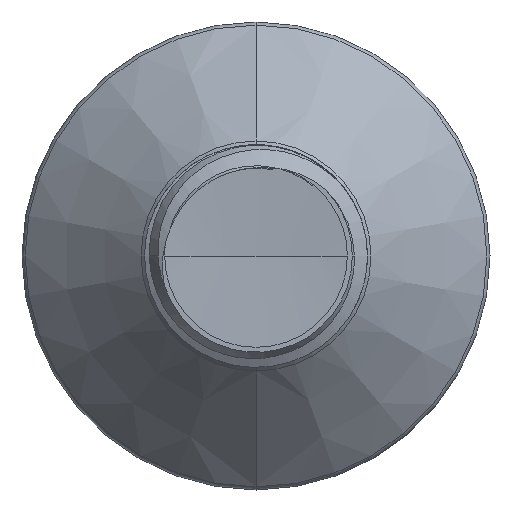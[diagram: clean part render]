
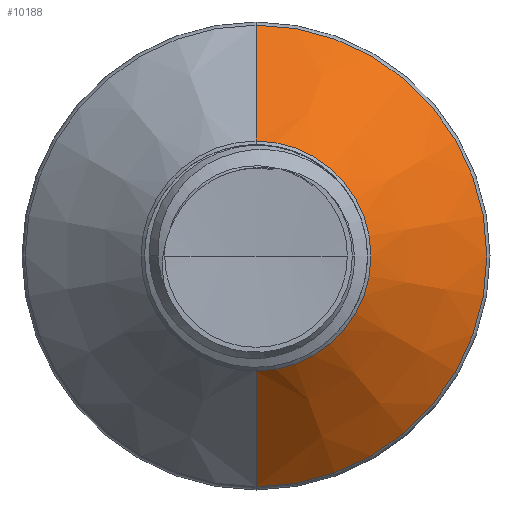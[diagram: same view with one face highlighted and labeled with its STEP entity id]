
A CAD part, front view. The second image highlights one B-rep face of the part: STEP entity #10188.
In plain terms, the highlighted conical face has half-angle 45 degrees and reference radius 2.064 mm.
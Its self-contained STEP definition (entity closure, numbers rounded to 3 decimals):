
#133 = CARTESIAN_POINT ( 'NONE',  ( 0., 4.786, 2.064 ) ) ;
#163 = ORIENTED_EDGE ( 'NONE', *, *, #9712, .F. ) ;
#1348 = AXIS2_PLACEMENT_3D ( 'NONE', #4995, #12981, #6223 ) ;
#1425 = CARTESIAN_POINT ( 'NONE',  ( 0., 6.865, -4.143 ) ) ;
#1451 = DIRECTION ( 'NONE',  ( 0., 0.707, 0.707 ) ) ;
#1691 = VERTEX_POINT ( 'NONE', #2109 ) ;
#1883 = VERTEX_POINT ( 'NONE', #1425 ) ;
#2109 = CARTESIAN_POINT ( 'NONE',  ( 0., 4.786, 2.064 ) ) ;
#2516 = CARTESIAN_POINT ( 'NONE',  ( 0., 6.865, 4.143 ) ) ;
#2681 = CARTESIAN_POINT ( 'NONE',  ( 0., 4.786, 0. ) ) ;
#3284 = ORIENTED_EDGE ( 'NONE', *, *, #7449, .T. ) ;
#4046 = DIRECTION ( 'NONE',  ( 0., 1., 0. ) ) ;
#4373 = VERTEX_POINT ( 'NONE', #2516 ) ;
#4995 = CARTESIAN_POINT ( 'NONE',  ( 0., 6.865, 0. ) ) ;
#5269 = VECTOR ( 'NONE', #13436, 1000. ) ;
#5654 = CIRCLE ( 'NONE', #7179, 2.064 ) ;
#6027 = LINE ( 'NONE', #133, #14241 ) ;
#6223 = DIRECTION ( 'NONE',  ( 0., 0., 1. ) ) ;
#6290 = VERTEX_POINT ( 'NONE', #6913 ) ;
#6559 = CARTESIAN_POINT ( 'NONE',  ( 0., 4.786, 0. ) ) ;
#6913 = CARTESIAN_POINT ( 'NONE',  ( 0., 4.786, -2.064 ) ) ;
#7179 = AXIS2_PLACEMENT_3D ( 'NONE', #6559, #14069, #7805 ) ;
#7277 = EDGE_CURVE ( 'NONE', #1691, #6290, #5654, .T. ) ;
#7449 = EDGE_CURVE ( 'NONE', #6290, #1883, #13736, .T. ) ;
#7746 = CONICAL_SURFACE ( 'NONE', #8781, 2.064, 0.785 ) ;
#7752 = DIRECTION ( 'NONE',  ( 0., 0., 1. ) ) ;
#7805 = DIRECTION ( 'NONE',  ( 0., 0., 1. ) ) ;
#8364 = CIRCLE ( 'NONE', #1348, 4.143 ) ;
#8539 = FACE_OUTER_BOUND ( 'NONE', #11344, .T. ) ;
#8681 = EDGE_CURVE ( 'NONE', #4373, #1883, #8364, .T. ) ;
#8781 = AXIS2_PLACEMENT_3D ( 'NONE', #2681, #4046, #7752 ) ;
#9401 = CARTESIAN_POINT ( 'NONE',  ( 0., 4.786, -2.064 ) ) ;
#9712 = EDGE_CURVE ( 'NONE', #1691, #4373, #6027, .T. ) ;
#10188 = ADVANCED_FACE ( 'NONE', ( #8539 ), #7746, .T. ) ;
#11344 = EDGE_LOOP ( 'NONE', ( #14290, #3284, #12711, #163 ) ) ;
#12711 = ORIENTED_EDGE ( 'NONE', *, *, #8681, .F. ) ;
#12981 = DIRECTION ( 'NONE',  ( 0., 1., 0. ) ) ;
#13436 = DIRECTION ( 'NONE',  ( 0., 0.707, -0.707 ) ) ;
#13736 = LINE ( 'NONE', #9401, #5269 ) ;
#14069 = DIRECTION ( 'NONE',  ( 0., 1., 0. ) ) ;
#14241 = VECTOR ( 'NONE', #1451, 1000. ) ;
#14290 = ORIENTED_EDGE ( 'NONE', *, *, #7277, .T. ) ;
